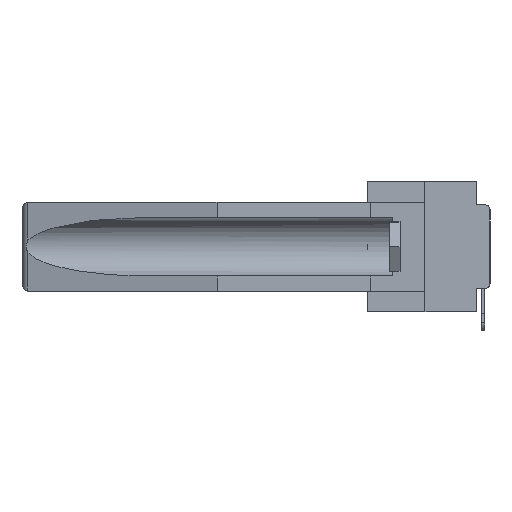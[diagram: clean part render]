
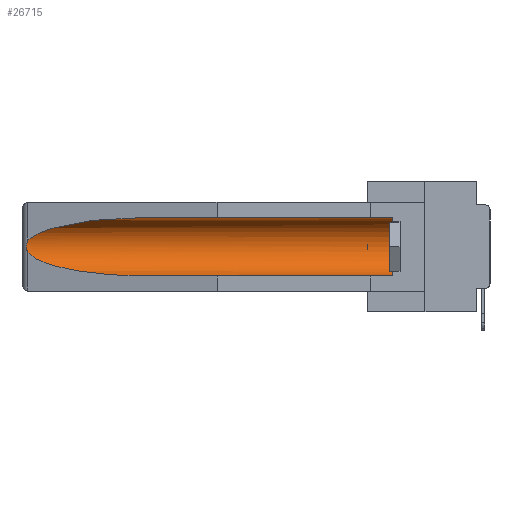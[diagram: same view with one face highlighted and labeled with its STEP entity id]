
A CAD part, left-side view. The second image highlights one B-rep face of the part: STEP entity #26715.
In plain terms, the highlighted cylindrical face has radius 2.857 mm (diameter 5.715 mm), a partial arc.
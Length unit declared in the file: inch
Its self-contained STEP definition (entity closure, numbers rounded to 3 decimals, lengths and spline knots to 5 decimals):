
#315 = DIRECTION ( 'NONE',  ( 0., 0., 1. ) ) ;
#1153 = ORIENTED_EDGE ( 'NONE', *, *, #16847, .T. ) ;
#2360 = B_SPLINE_CURVE_WITH_KNOTS ( 'NONE', 3,
 ( #11843, #27083, #23432, #17539, #8602, #11242, #39488, #5539, #20997, #11638 ),
 .UNSPECIFIED., .F., .F.,
 ( 4, 2, 2, 2, 4 ),
 ( 0., 0.00029, 0.00058, 0.00087, 0.00117 ),
 .UNSPECIFIED. ) ;
#2409 = CARTESIAN_POINT ( 'NONE',  ( 0.155, -0.30754, -0.059 ) ) ;
#2955 = DIRECTION ( 'NONE',  ( 0., -1., 0. ) ) ;
#3158 = CARTESIAN_POINT ( 'NONE',  ( 0.155, 0.126, -0.1715 ) ) ;
#3300 = AXIS2_PLACEMENT_3D ( 'NONE', #15027, #27429, #6072 ) ;
#5539 = CARTESIAN_POINT ( 'NONE',  ( 0.26655, 1.53094, -0.18657 ) ) ;
#6072 = DIRECTION ( 'NONE',  ( 0., 0., 1. ) ) ;
#6432 =( BOUNDED_CURVE ( )  B_SPLINE_CURVE ( 3, ( #26773, #24311, #27169, #17421 ),
 .UNSPECIFIED., .F., .F. ) 
 B_SPLINE_CURVE_WITH_KNOTS ( ( 4, 4 ),
 ( 4.71239, 6.08839 ),
 .UNSPECIFIED. ) 
 CURVE ( )  GEOMETRIC_REPRESENTATION_ITEM ( )  RATIONAL_B_SPLINE_CURVE ( ( 1., 0.848, 0.848, 1. ) ) 
 REPRESENTATION_ITEM ( '' )  );
#6434 = CARTESIAN_POINT ( 'NONE',  ( 0.26537, 1.52718, -0.14972 ) ) ;
#7217 = ORIENTED_EDGE ( 'NONE', *, *, #27016, .F. ) ;
#7481 = ORIENTED_EDGE ( 'NONE', *, *, #34371, .T. ) ;
#8399 = CARTESIAN_POINT ( 'NONE',  ( 0.26537, 1.52718, -0.19328 ) ) ;
#8602 = CARTESIAN_POINT ( 'NONE',  ( 0.2675, 1.53308, -0.16763 ) ) ;
#10102 = ORIENTED_EDGE ( 'NONE', *, *, #30530, .T. ) ;
#10457 = EDGE_LOOP ( 'NONE', ( #32056, #1153, #10102, #7217, #7481, #36094 ) ) ;
#10596 =( BOUNDED_CURVE ( )  B_SPLINE_CURVE ( 3, ( #8399, #33203, #23630, #30753 ),
 .UNSPECIFIED., .F., .F. ) 
 B_SPLINE_CURVE_WITH_KNOTS ( ( 4, 4 ),
 ( 0.1948, 1.5708 ),
 .UNSPECIFIED. ) 
 CURVE ( )  GEOMETRIC_REPRESENTATION_ITEM ( )  RATIONAL_B_SPLINE_CURVE ( ( 1., 0.848, 0.848, 1. ) ) 
 REPRESENTATION_ITEM ( '' )  );
#11129 = CARTESIAN_POINT ( 'NONE',  ( 0.155, -0.30754, -0.284 ) ) ;
#11242 = CARTESIAN_POINT ( 'NONE',  ( 0.2675, 1.53308, -0.17534 ) ) ;
#11638 = CARTESIAN_POINT ( 'NONE',  ( 0.26537, 1.52718, -0.19328 ) ) ;
#11843 = CARTESIAN_POINT ( 'NONE',  ( 0.26537, 1.52718, -0.14972 ) ) ;
#13743 = EDGE_CURVE ( 'NONE', #34106, #16216, #6432, .T. ) ;
#13923 = VECTOR ( 'NONE', #23934, 39.37008 ) ;
#14230 = AXIS2_PLACEMENT_3D ( 'NONE', #3158, #2955, #315 ) ;
#15027 = CARTESIAN_POINT ( 'NONE',  ( 0.155, -0.30754, -0.1715 ) ) ;
#15827 = FACE_OUTER_BOUND ( 'NONE', #10457, .T. ) ;
#16216 = VERTEX_POINT ( 'NONE', #6434 ) ;
#16374 = VERTEX_POINT ( 'NONE', #35675 ) ;
#16764 = VERTEX_POINT ( 'NONE', #32381 ) ;
#16847 = EDGE_CURVE ( 'NONE', #16216, #34499, #2360, .T. ) ;
#17421 = CARTESIAN_POINT ( 'NONE',  ( 0.26537, 1.52718, -0.14972 ) ) ;
#17539 = CARTESIAN_POINT ( 'NONE',  ( 0.2673, 1.5327, -0.16383 ) ) ;
#18117 = CIRCLE ( 'NONE', #14230, 0.1125 ) ;
#19815 = CARTESIAN_POINT ( 'NONE',  ( 0.26537, 1.52718, -0.19328 ) ) ;
#20997 = CARTESIAN_POINT ( 'NONE',  ( 0.26597, 1.5296, -0.19026 ) ) ;
#21098 = LINE ( 'NONE', #2409, #13923 ) ;
#21516 = CYLINDRICAL_SURFACE ( 'NONE', #3300, 0.1125 ) ;
#22904 = CARTESIAN_POINT ( 'NONE',  ( 0.155, 1.07973, -0.059 ) ) ;
#23019 = VECTOR ( 'NONE', #23520, 39.37008 ) ;
#23432 = CARTESIAN_POINT ( 'NONE',  ( 0.26654, 1.53092, -0.15636 ) ) ;
#23520 = DIRECTION ( 'NONE',  ( 0., 1., 0. ) ) ;
#23630 = CARTESIAN_POINT ( 'NONE',  ( 0.21114, 1.30732, -0.284 ) ) ;
#23934 = DIRECTION ( 'NONE',  ( 0., 1., 0. ) ) ;
#24311 = CARTESIAN_POINT ( 'NONE',  ( 0.21114, 1.30732, -0.059 ) ) ;
#26715 = ADVANCED_FACE ( 'NONE', ( #15827 ), #21516, .F. ) ;
#26773 = CARTESIAN_POINT ( 'NONE',  ( 0.155, 1.07973, -0.059 ) ) ;
#27016 = EDGE_CURVE ( 'NONE', #16374, #16764, #32470, .T. ) ;
#27083 = CARTESIAN_POINT ( 'NONE',  ( 0.26597, 1.52961, -0.15275 ) ) ;
#27169 = CARTESIAN_POINT ( 'NONE',  ( 0.25451, 1.48313, -0.09465 ) ) ;
#27429 = DIRECTION ( 'NONE',  ( 0., 1., 0. ) ) ;
#30530 = EDGE_CURVE ( 'NONE', #34499, #16764, #10596, .T. ) ;
#30753 = CARTESIAN_POINT ( 'NONE',  ( 0.155, 1.07973, -0.284 ) ) ;
#32056 = ORIENTED_EDGE ( 'NONE', *, *, #13743, .T. ) ;
#32381 = CARTESIAN_POINT ( 'NONE',  ( 0.155, 1.07973, -0.284 ) ) ;
#32470 = LINE ( 'NONE', #11129, #23019 ) ;
#33203 = CARTESIAN_POINT ( 'NONE',  ( 0.25451, 1.48313, -0.24835 ) ) ;
#33946 = CARTESIAN_POINT ( 'NONE',  ( 0.155, 0.126, -0.059 ) ) ;
#34106 = VERTEX_POINT ( 'NONE', #22904 ) ;
#34371 = EDGE_CURVE ( 'NONE', #16374, #39083, #18117, .T. ) ;
#34499 = VERTEX_POINT ( 'NONE', #19815 ) ;
#35675 = CARTESIAN_POINT ( 'NONE',  ( 0.155, 0.126, -0.284 ) ) ;
#36094 = ORIENTED_EDGE ( 'NONE', *, *, #38227, .T. ) ;
#38227 = EDGE_CURVE ( 'NONE', #39083, #34106, #21098, .T. ) ;
#39083 = VERTEX_POINT ( 'NONE', #33946 ) ;
#39488 = CARTESIAN_POINT ( 'NONE',  ( 0.2673, 1.53269, -0.17917 ) ) ;
